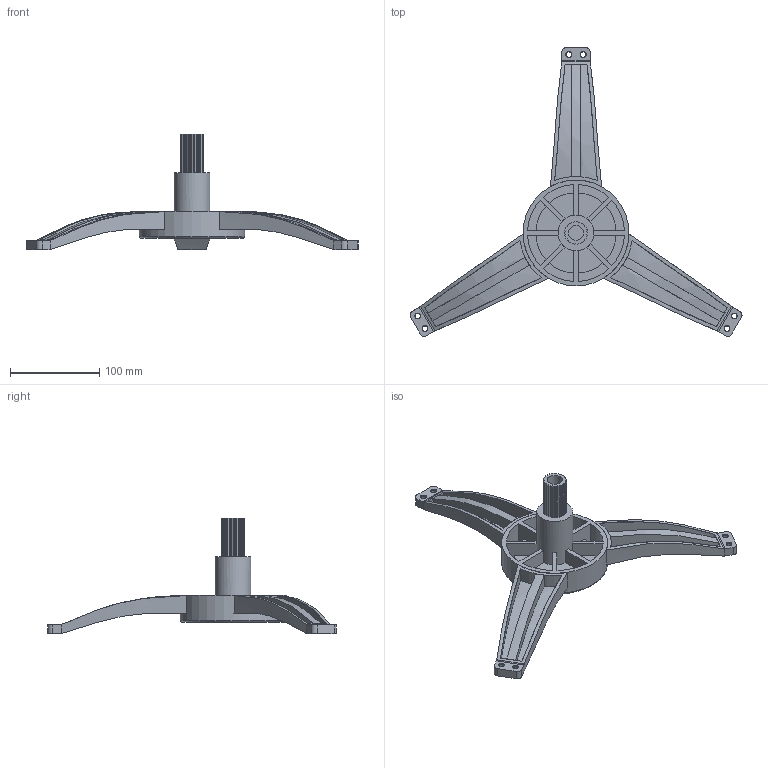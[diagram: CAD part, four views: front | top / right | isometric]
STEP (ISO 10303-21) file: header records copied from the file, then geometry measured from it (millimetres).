
FILE_DESCRIPTION(/* description */ (''),/* implementation_level */ '2;1');
FILE_NAME(/* name */ 'spider.step',/* time_stamp */ '2024-09-19T18:56:14-05:00',/* author */ (''),/* organization */ (''),/* preprocessor_version */ 'ST-DEVELOPER v20',/* originating_system */ 'Autodesk Translation Framework v13.14.0.145',/* authorisation */ '');
FILE_SCHEMA (('AUTOMOTIVE_DESIGN { 1 0 10303 214 3 1 1 }'));
Length unit declared in the file: millimetre
Products named in the file (1): spider
Bounding box: 371.67 x 323.21 x 129 mm (x, y, z)
Volume: 360043.4 mm3; surface area: 148826.7 mm2
Topology: 1 solids, 2 shells, 231 faces, 617 edges, 409 vertices
Faces by surface type: plane 140, cylinder 57, bspline 33, torus 1
Full cylindrical faces by diameter (mm): 6 x12, 6.6 x6, 16.8 x1, 30 x1, 40 x1, 80 x1, 118.607 x1
Entity records: 9654 total; most frequent: CARTESIAN_POINT 4016, ORIENTED_EDGE 1240, DIRECTION 1000, EDGE_CURVE 620, VERTEX_POINT 409, LINE 374, VECTOR 374, AXIS2_PLACEMENT_3D 313
